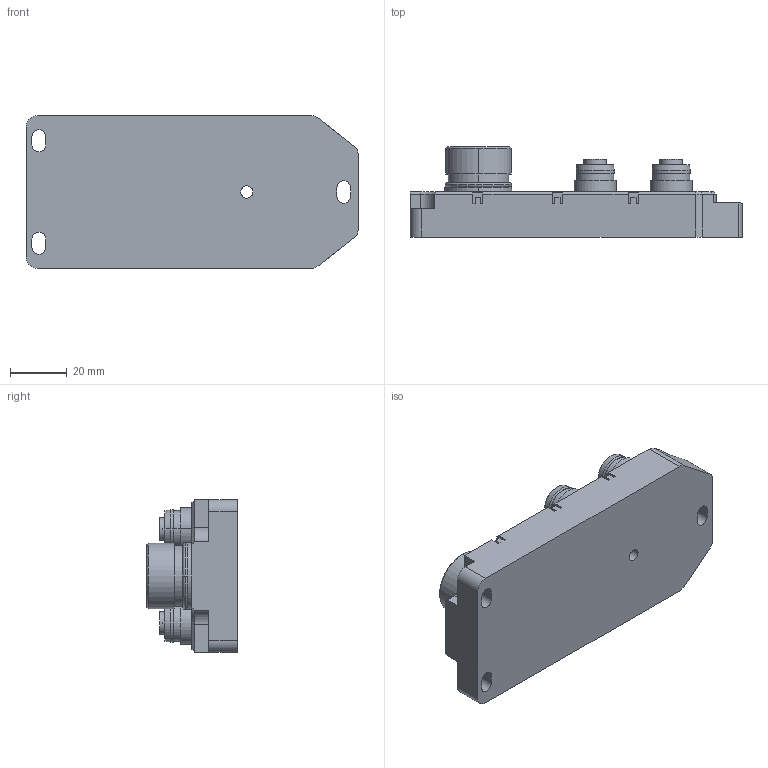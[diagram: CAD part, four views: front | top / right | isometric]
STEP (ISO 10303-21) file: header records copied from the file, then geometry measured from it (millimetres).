
FILE_DESCRIPTION((''),'2;1');
FILE_NAME('PRT0001','2019-02-14T',('Dell'),(''),'CREO PARAMETRIC BY PTC INC, 2017020','CREO PARAMETRIC BY PTC INC, 2017020','');
FILE_SCHEMA(('CONFIG_CONTROL_DESIGN'));
Length unit declared in the file: millimetre
Products named in the file (1): PRT0001
Bounding box: 116.5 x 31.8 x 53.5 mm (x, y, z)
Volume: 100471.6 mm3; surface area: 26072 mm2
Topology: 2 solids, 2 shells, 618 faces, 1609 edges, 1057 vertices
Faces by surface type: plane 267, cylinder 265, sphere 56, cone 24, torus 6
Entity records: 19020 total; most frequent: DIRECTION 3538, CARTESIAN_POINT 3278, ORIENTED_EDGE 3106, EDGE_CURVE 1553, AXIS2_PLACEMENT_3D 1379, VERTEX_POINT 1057, VECTOR 780, LINE 780
